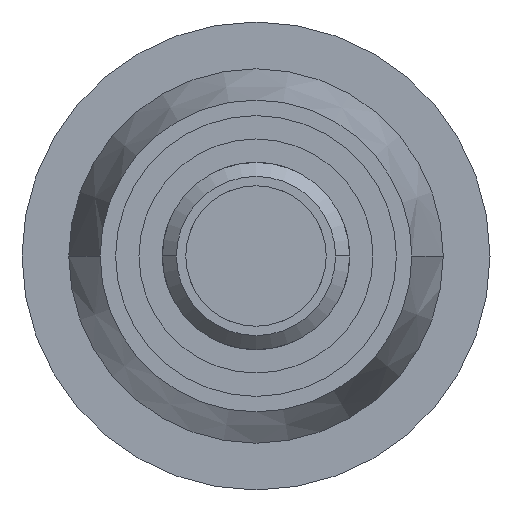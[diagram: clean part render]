
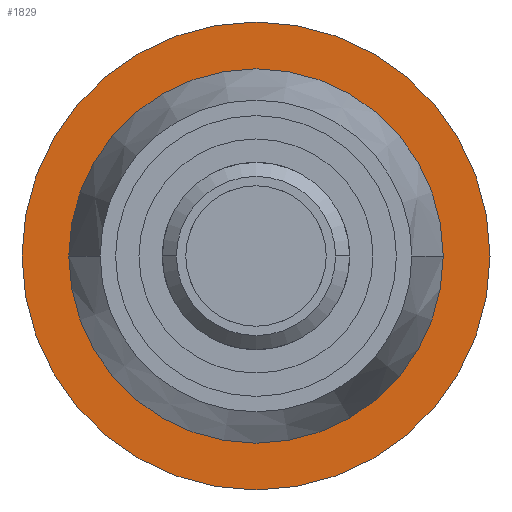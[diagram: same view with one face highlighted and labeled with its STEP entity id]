
A CAD part, left-side view. The second image highlights one B-rep face of the part: STEP entity #1829.
In plain terms, the highlighted planar face has unit normal (-1, 0, 0).
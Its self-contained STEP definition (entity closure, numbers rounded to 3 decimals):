
#1233=CARTESIAN_POINT('',(-215.,0.,-10.));
#1234=VERTEX_POINT('',#1233);
#1243=CARTESIAN_POINT('',(-215.,0.,10.));
#1244=VERTEX_POINT('',#1243);
#1245=CARTESIAN_POINT('',(-215.,0.,0.));
#1246=DIRECTION('',(1.0,0.0,0.0));
#1247=DIRECTION('',(0.0,0.0,-1.0));
#1248=AXIS2_PLACEMENT_3D('',#1245,#1246,#1247);
#1249=CIRCLE('',#1248,10.0);
#1250=EDGE_CURVE('',#1234,#1244,#1249,.T.);
#1537=CARTESIAN_POINT('',(-215.,0.,-8.));
#1538=VERTEX_POINT('',#1537);
#1547=CARTESIAN_POINT('',(-215.,0.,8.));
#1548=VERTEX_POINT('',#1547);
#1549=CARTESIAN_POINT('',(-215.,0.,0.));
#1550=DIRECTION('',(1.0,0.0,0.0));
#1551=DIRECTION('',(0.0,0.0,1.0));
#1552=AXIS2_PLACEMENT_3D('',#1549,#1550,#1551);
#1553=CIRCLE('',#1552,8.0);
#1554=EDGE_CURVE('',#1548,#1538,#1553,.T.);
#1588=CARTESIAN_POINT('',(-215.,0.,0.));
#1589=DIRECTION('',(1.0,0.0,0.0));
#1590=DIRECTION('',(0.0,0.0,1.0));
#1591=AXIS2_PLACEMENT_3D('',#1588,#1589,#1590);
#1592=CIRCLE('',#1591,8.0);
#1593=EDGE_CURVE('',#1538,#1548,#1592,.T.);
#1806=CARTESIAN_POINT('',(-215.,0.,0.));
#1807=DIRECTION('',(1.0,0.0,0.0));
#1808=DIRECTION('',(0.0,0.0,-1.0));
#1809=AXIS2_PLACEMENT_3D('',#1806,#1807,#1808);
#1810=CIRCLE('',#1809,10.0);
#1811=EDGE_CURVE('',#1244,#1234,#1810,.T.);
#1816=CARTESIAN_POINT('',(-215.,0.,0.909));
#1817=DIRECTION('',(-1.0,0.0,0.0));
#1818=DIRECTION('',(0.0,0.0,1.0));
#1819=AXIS2_PLACEMENT_3D('',#1816,#1817,#1818);
#1820=PLANE('',#1819);
#1821=ORIENTED_EDGE('',*,*,#1811,.F.);
#1822=ORIENTED_EDGE('',*,*,#1250,.F.);
#1823=EDGE_LOOP('',(#1821,#1822));
#1824=FACE_OUTER_BOUND('',#1823,.T.);
#1825=ORIENTED_EDGE('',*,*,#1554,.T.);
#1826=ORIENTED_EDGE('',*,*,#1593,.T.);
#1827=EDGE_LOOP('',(#1825,#1826));
#1828=FACE_BOUND('',#1827,.T.);
#1829=ADVANCED_FACE('',(#1824,#1828),#1820,.T.);
